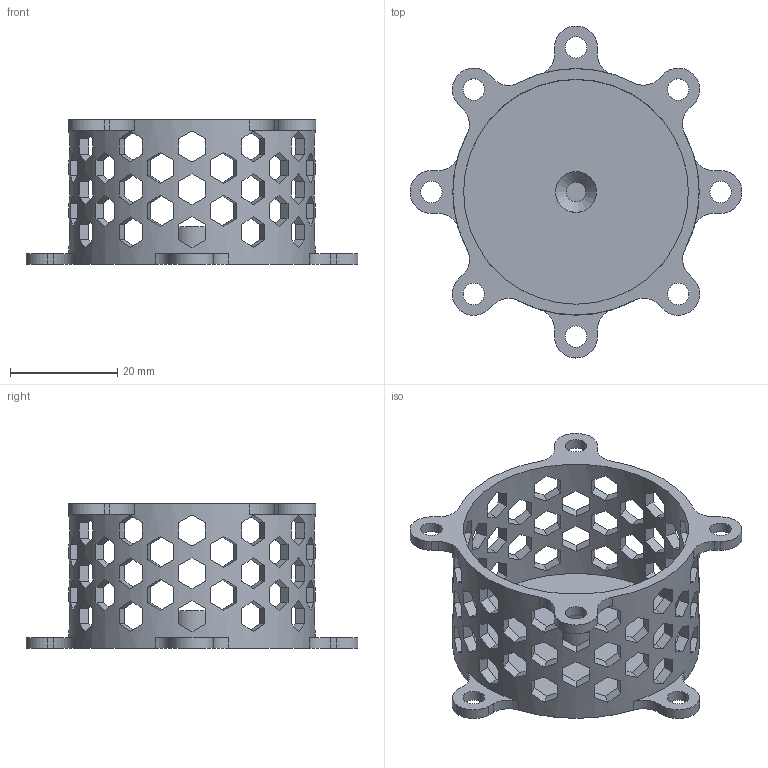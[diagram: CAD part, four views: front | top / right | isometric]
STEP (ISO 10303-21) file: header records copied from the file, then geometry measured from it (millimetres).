
FILE_DESCRIPTION(('STEP AP242'), '1');
FILE_NAME('itemIntakePipeV2', '', ('UNSPECIFIED'), ('UNSPECIFIED'), 'C3D Converter', 'C3D Toolkit', '');
FILE_SCHEMA(('AP242_MANAGED_MODEL_BASED_3D_ENGINEERING_MIM_LF { 1 0 10303 442 1 1 4 }'));
Length unit declared in the file: millimetre
Bounding box: 62 x 62 x 27 mm (x, y, z)
Volume: 8563.4 mm3; surface area: 11343.4 mm2
Topology: 1 solids, 1 shells, 425 faces, 1267 edges, 840 vertices
Faces by surface type: plane 388, cylinder 36, cone 1
Full cylindrical faces by diameter (mm): 3.6 x1, 4 x8, 7.6 x1, 42 x1, 46 x1
Entity records: 14249 total; most frequent: CARTESIAN_POINT 3954, ORIENTED_EDGE 2496, DIRECTION 1708, EDGE_CURVE 1248, VERTEX_POINT 840, LINE 680, VECTOR 680, EDGE_LOOP 576
